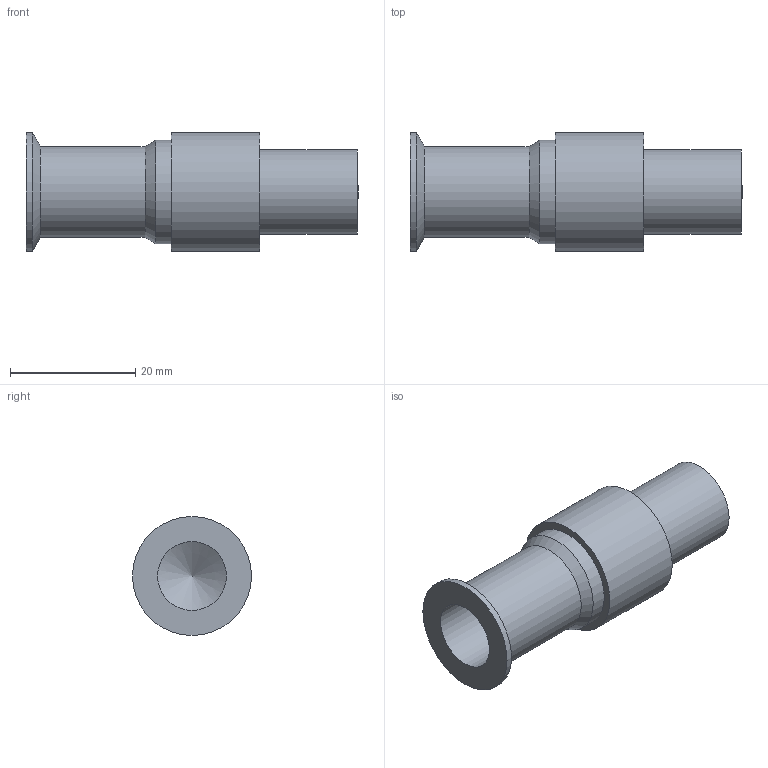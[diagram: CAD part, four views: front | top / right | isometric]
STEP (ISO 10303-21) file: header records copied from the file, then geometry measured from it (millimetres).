
FILE_DESCRIPTION(/* description */ (''),/* implementation_level */ '2;1');
FILE_NAME(/* name */ 'n 02 100 61xx 002nxc001-01.stp',/* time_stamp */ '2021-04-20T13:16:46+02:00',/* author */ (''),/* organization */ (''),/* preprocessor_version */ 'ST-DEVELOPER v16.7',/* originating_system */ 'SIEMENS PLM Software NX 12.0',/* authorisation */ '');
FILE_SCHEMA (('AUTOMOTIVE_DESIGN { 1 0 10303 214 3 1 1 1 }'));
Length unit declared in the file: millimetre
Products named in the file (1): n 02 100 61xx 002nxc001-01
Bounding box: 53 x 19 x 19 mm (x, y, z)
Volume: 7157.6 mm3; surface area: 5075.6 mm2
Topology: 1 solids, 1 shells, 23 faces, 48 edges, 32 vertices
Faces by surface type: plane 11, cylinder 8, cone 4
Full cylindrical faces by diameter (mm): 4 x1, 9.2 x1, 11 x1, 13.462 x1, 14.5 x1, 16.5 x1, 19 x2
Entity records: 524 total; most frequent: DIRECTION 94, CARTESIAN_POINT 79, ORIENTED_EDGE 58, AXIS2_PLACEMENT_3D 41, EDGE_LOOP 40, FACE_BOUND 36, EDGE_CURVE 29, VERTEX_POINT 26
